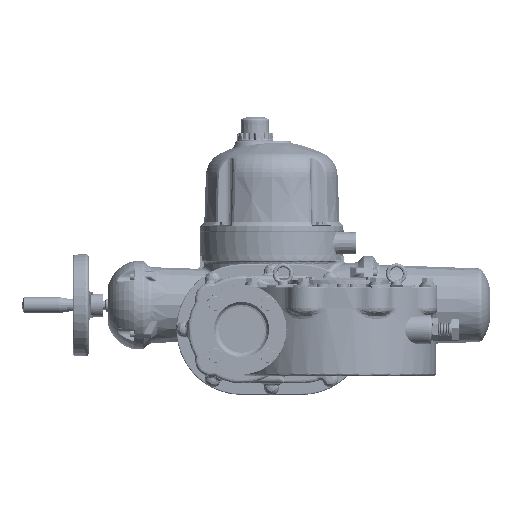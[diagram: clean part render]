
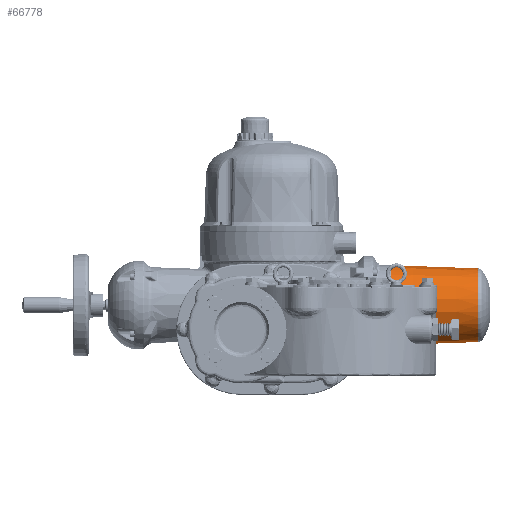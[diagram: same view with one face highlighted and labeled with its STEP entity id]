
A CAD part, front view. The second image highlights one B-rep face of the part: STEP entity #66778.
In plain terms, the highlighted conical face has half-angle 2 degrees and reference radius 57.553 mm.
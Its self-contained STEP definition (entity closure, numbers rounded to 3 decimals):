
#8385 = CIRCLE ( 'NONE', #189945, 62.325 ) ;
#19745 = CARTESIAN_POINT ( 'NONE',  ( 249.237, 204.638, 540.095 ) ) ;
#24190 = DIRECTION ( 'NONE',  ( -0.999, 0., -0.035 ) ) ;
#38335 = CONICAL_SURFACE ( 'NONE', #52664, 57.553, 0.035 ) ;
#40864 = VECTOR ( 'NONE', #24190, 1000. ) ;
#51272 = EDGE_CURVE ( 'NONE', #242313, #278081, #193811, .T. ) ;
#52664 = AXIS2_PLACEMENT_3D ( 'NONE', #201692, #131393, #61112 ) ;
#61112 = DIRECTION ( 'NONE',  ( 0., 0., 1. ) ) ;
#61565 = EDGE_LOOP ( 'NONE', ( #233733, #104976, #294374, #161119 ) ) ;
#66778 = ADVANCED_FACE ( 'NONE', ( #87965 ), #38335, .T. ) ;
#69560 = CARTESIAN_POINT ( 'NONE',  ( 249.237, 204.638, 655.2 ) ) ;
#79765 = DIRECTION ( 'NONE',  ( -0.999, 0., 0.035 ) ) ;
#87965 = FACE_OUTER_BOUND ( 'NONE', #61565, .T. ) ;
#92536 = EDGE_CURVE ( 'NONE', #183170, #285993, #8385, .T. ) ;
#104976 = ORIENTED_EDGE ( 'NONE', *, *, #51272, .T. ) ;
#112327 = CARTESIAN_POINT ( 'NONE',  ( 249.237, 204.638, 597.648 ) ) ;
#117314 = AXIS2_PLACEMENT_3D ( 'NONE', #112327, #203668, #137790 ) ;
#129515 = DIRECTION ( 'NONE',  ( 1., 0., 0. ) ) ;
#131393 = DIRECTION ( 'NONE',  ( -1., 0., 0. ) ) ;
#137790 = DIRECTION ( 'NONE',  ( 0., 0., 1. ) ) ;
#150107 = CARTESIAN_POINT ( 'NONE',  ( 249.237, 204.638, 655.2 ) ) ;
#157707 = VECTOR ( 'NONE', #79765, 1000. ) ;
#161119 = ORIENTED_EDGE ( 'NONE', *, *, #92536, .T. ) ;
#175737 = EDGE_CURVE ( 'NONE', #242313, #285993, #224691, .T. ) ;
#178896 = CARTESIAN_POINT ( 'NONE',  ( 112.574, 204.638, 597.648 ) ) ;
#182370 = EDGE_CURVE ( 'NONE', #278081, #183170, #262299, .T. ) ;
#183170 = VERTEX_POINT ( 'NONE', #288482 ) ;
#189945 = AXIS2_PLACEMENT_3D ( 'NONE', #178896, #129515, #225181 ) ;
#193811 = CIRCLE ( 'NONE', #117314, 57.553 ) ;
#201692 = CARTESIAN_POINT ( 'NONE',  ( 249.237, 204.638, 597.648 ) ) ;
#203668 = DIRECTION ( 'NONE',  ( -1., 0., 0. ) ) ;
#224691 = LINE ( 'NONE', #19745, #40864 ) ;
#225181 = DIRECTION ( 'NONE',  ( 0., 0., -1. ) ) ;
#233733 = ORIENTED_EDGE ( 'NONE', *, *, #175737, .F. ) ;
#242313 = VERTEX_POINT ( 'NONE', #281488 ) ;
#262299 = LINE ( 'NONE', #150107, #157707 ) ;
#278081 = VERTEX_POINT ( 'NONE', #69560 ) ;
#281488 = CARTESIAN_POINT ( 'NONE',  ( 249.237, 204.638, 540.095 ) ) ;
#285993 = VERTEX_POINT ( 'NONE', #292421 ) ;
#288482 = CARTESIAN_POINT ( 'NONE',  ( 112.574, 204.638, 659.973 ) ) ;
#292421 = CARTESIAN_POINT ( 'NONE',  ( 112.574, 204.638, 535.323 ) ) ;
#294374 = ORIENTED_EDGE ( 'NONE', *, *, #182370, .T. ) ;
